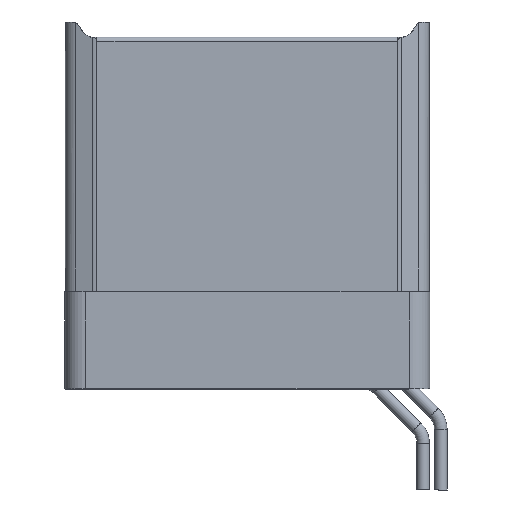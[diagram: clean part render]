
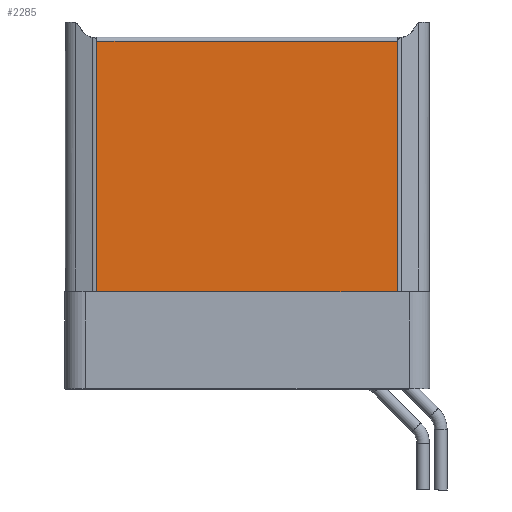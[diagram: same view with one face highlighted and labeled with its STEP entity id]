
A CAD part, front view. The second image highlights one B-rep face of the part: STEP entity #2285.
In plain terms, the highlighted planar face has unit normal (0, -1, 0).
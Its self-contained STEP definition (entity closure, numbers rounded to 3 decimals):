
#251=FACE_OUTER_BOUND('',#387,.T.);
#387=EDGE_LOOP('',(#1832,#1833,#1834,#1835));
#510=LINE('',#3617,#691);
#553=LINE('',#4116,#734);
#554=LINE('',#4118,#735);
#555=LINE('',#4119,#736);
#691=VECTOR('',#2906,10.);
#734=VECTOR('',#3095,10.);
#735=VECTOR('',#3096,10.);
#736=VECTOR('',#3097,10.);
#986=VERTEX_POINT('',#3610);
#988=VERTEX_POINT('',#3616);
#1057=VERTEX_POINT('',#4115);
#1058=VERTEX_POINT('',#4117);
#1234=EDGE_CURVE('',#986,#988,#510,.T.);
#1337=EDGE_CURVE('',#988,#1057,#553,.T.);
#1338=EDGE_CURVE('',#1058,#986,#554,.T.);
#1339=EDGE_CURVE('',#1057,#1058,#555,.T.);
#1832=ORIENTED_EDGE('',*,*,#1337,.F.);
#1833=ORIENTED_EDGE('',*,*,#1234,.F.);
#1834=ORIENTED_EDGE('',*,*,#1338,.F.);
#1835=ORIENTED_EDGE('',*,*,#1339,.F.);
#2181=PLANE('',#2581);
#2285=ADVANCED_FACE('',(#251),#2181,.T.);
#2581=AXIS2_PLACEMENT_3D('',#4114,#3093,#3094);
#2906=DIRECTION('',(-1.,0.,0.));
#3093=DIRECTION('center_axis',(0.,-1.,0.));
#3094=DIRECTION('ref_axis',(1.,0.,0.));
#3095=DIRECTION('',(0.,0.,1.));
#3096=DIRECTION('',(0.,0.,-1.));
#3097=DIRECTION('',(1.,0.,0.));
#3610=CARTESIAN_POINT('',(12.817,-2.535,6.7));
#3616=CARTESIAN_POINT('',(-12.817,-2.535,6.7));
#3617=CARTESIAN_POINT('',(-15.5,-2.535,6.7));
#4114=CARTESIAN_POINT('Origin',(-15.5,-2.535,-5.9));
#4115=CARTESIAN_POINT('',(-12.817,-2.535,29.35));
#4116=CARTESIAN_POINT('',(-12.817,-2.535,-5.9));
#4117=CARTESIAN_POINT('',(12.817,-2.535,29.35));
#4118=CARTESIAN_POINT('',(12.817,-2.535,-5.9));
#4119=CARTESIAN_POINT('',(-0.901,-2.535,29.35));
